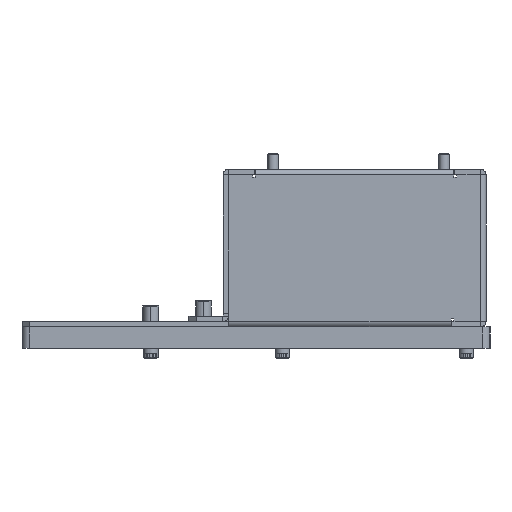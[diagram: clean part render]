
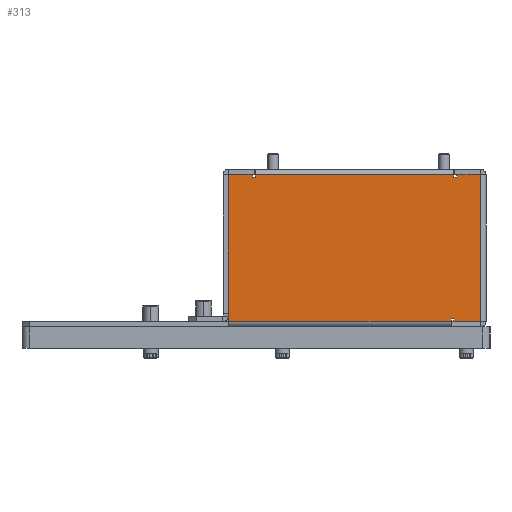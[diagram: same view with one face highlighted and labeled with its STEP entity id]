
A CAD part, left-side view. The second image highlights one B-rep face of the part: STEP entity #313.
In plain terms, the highlighted face is planar.
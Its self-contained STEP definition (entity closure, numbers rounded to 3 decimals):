
#57 = CARTESIAN_POINT ( 'NONE',  ( 229., 12.2, 56. ) ) ;
#174 = CARTESIAN_POINT ( 'NONE',  ( 229., 0., 56. ) ) ;
#207 = DIRECTION ( 'NONE',  ( 0., 1., 0. ) ) ;
#313 = ADVANCED_FACE ( 'NONE', ( #11028 ), #8825, .F. ) ;
#522 = DIRECTION ( 'NONE',  ( 0., 0., 1. ) ) ;
#894 = CARTESIAN_POINT ( 'NONE',  ( 229., 87.8, 1.1 ) ) ;
#914 = VECTOR ( 'NONE', #2941, 1000. ) ;
#930 = DIRECTION ( 'NONE',  ( 0., 0., 1. ) ) ;
#951 = LINE ( 'NONE', #10752, #11480 ) ;
#1136 = CARTESIAN_POINT ( 'NONE',  ( 229., 97.999, 56. ) ) ;
#1163 = CARTESIAN_POINT ( 'NONE',  ( 229., 88.8, 0. ) ) ;
#1182 = EDGE_CURVE ( 'NONE', #10911, #2904, #4431, .T. ) ;
#1196 = VECTOR ( 'NONE', #7432, 1000. ) ;
#1201 = LINE ( 'NONE', #2111, #1196 ) ;
#1259 = CARTESIAN_POINT ( 'NONE',  ( 229., 13.2, 56. ) ) ;
#1311 = CARTESIAN_POINT ( 'NONE',  ( 229., 13.2, 54.9 ) ) ;
#1541 = ORIENTED_EDGE ( 'NONE', *, *, #10867, .T. ) ;
#1571 = VERTEX_POINT ( 'NONE', #10566 ) ;
#1587 = VECTOR ( 'NONE', #11264, 1000. ) ;
#1837 = EDGE_CURVE ( 'NONE', #10016, #10483, #1897, .T. ) ;
#1859 = ORIENTED_EDGE ( 'NONE', *, *, #8903, .F. ) ;
#1897 = LINE ( 'NONE', #3815, #11473 ) ;
#1898 = ORIENTED_EDGE ( 'NONE', *, *, #3623, .F. ) ;
#2017 = CARTESIAN_POINT ( 'NONE',  ( 229., 12.2, 54.9 ) ) ;
#2042 = DIRECTION ( 'NONE',  ( 0., 0., -1. ) ) ;
#2073 = LINE ( 'NONE', #6676, #2907 ) ;
#2111 = CARTESIAN_POINT ( 'NONE',  ( 229., 2.1, 56. ) ) ;
#2155 = EDGE_CURVE ( 'NONE', #6594, #7462, #951, .T. ) ;
#2243 = VECTOR ( 'NONE', #2042, 1000. ) ;
#2296 = CARTESIAN_POINT ( 'NONE',  ( 229., 97.999, 55.9 ) ) ;
#2378 = EDGE_LOOP ( 'NONE', ( #6650, #2428, #5271, #1541, #4038, #10551, #3679, #7298, #1859, #4675, #7255, #1898, #7121, #10136, #4996, #4825 ) ) ;
#2428 = ORIENTED_EDGE ( 'NONE', *, *, #2155, .F. ) ;
#2461 = LINE ( 'NONE', #11377, #5242 ) ;
#2479 = LINE ( 'NONE', #5112, #3126 ) ;
#2904 = VERTEX_POINT ( 'NONE', #10405 ) ;
#2907 = VECTOR ( 'NONE', #4953, 1000. ) ;
#2941 = DIRECTION ( 'NONE',  ( 0., 0., 1. ) ) ;
#2997 = LINE ( 'NONE', #11844, #9124 ) ;
#3126 = VECTOR ( 'NONE', #3386, 1000. ) ;
#3288 = CARTESIAN_POINT ( 'NONE',  ( 229., 2.1, 56. ) ) ;
#3386 = DIRECTION ( 'NONE',  ( 0., 0., -1. ) ) ;
#3416 = CARTESIAN_POINT ( 'NONE',  ( 229., 88.8, 56. ) ) ;
#3441 = VERTEX_POINT ( 'NONE', #4193 ) ;
#3544 = VERTEX_POINT ( 'NONE', #9169 ) ;
#3623 = EDGE_CURVE ( 'NONE', #4424, #10660, #3865, .T. ) ;
#3662 = DIRECTION ( 'NONE',  ( 0., -1., 0. ) ) ;
#3679 = ORIENTED_EDGE ( 'NONE', *, *, #4417, .F. ) ;
#3701 = DIRECTION ( 'NONE',  ( 0., -1., 0. ) ) ;
#3815 = CARTESIAN_POINT ( 'NONE',  ( 229., 87.8, 56. ) ) ;
#3865 = LINE ( 'NONE', #11219, #7715 ) ;
#3951 = CARTESIAN_POINT ( 'NONE',  ( 229., 12.2, 0.1 ) ) ;
#4038 = ORIENTED_EDGE ( 'NONE', *, *, #1837, .F. ) ;
#4048 = VERTEX_POINT ( 'NONE', #3951 ) ;
#4193 = CARTESIAN_POINT ( 'NONE',  ( 229., 11.2, 0. ) ) ;
#4318 = DIRECTION ( 'NONE',  ( 0., 0., -1. ) ) ;
#4417 = EDGE_CURVE ( 'NONE', #10911, #3544, #8826, .T. ) ;
#4424 = VERTEX_POINT ( 'NONE', #2017 ) ;
#4431 = LINE ( 'NONE', #6108, #8571 ) ;
#4579 = VERTEX_POINT ( 'NONE', #2296 ) ;
#4675 = ORIENTED_EDGE ( 'NONE', *, *, #10344, .T. ) ;
#4711 = LINE ( 'NONE', #8241, #9855 ) ;
#4781 = EDGE_CURVE ( 'NONE', #5770, #4424, #2479, .T. ) ;
#4825 = ORIENTED_EDGE ( 'NONE', *, *, #6965, .T. ) ;
#4886 = DIRECTION ( 'NONE',  ( 0., 1., 0. ) ) ;
#4953 = DIRECTION ( 'NONE',  ( 0., 1., 0. ) ) ;
#4996 = ORIENTED_EDGE ( 'NONE', *, *, #11477, .T. ) ;
#5088 = EDGE_CURVE ( 'NONE', #4048, #6594, #2461, .T. ) ;
#5112 = CARTESIAN_POINT ( 'NONE',  ( 229., 12.2, 56. ) ) ;
#5242 = VECTOR ( 'NONE', #522, 1000. ) ;
#5271 = ORIENTED_EDGE ( 'NONE', *, *, #5088, .F. ) ;
#5326 = DIRECTION ( 'NONE',  ( 0., 1., 0. ) ) ;
#5770 = VERTEX_POINT ( 'NONE', #57 ) ;
#6096 = VECTOR ( 'NONE', #9180, 1000. ) ;
#6108 = CARTESIAN_POINT ( 'NONE',  ( 229., 0., 0. ) ) ;
#6583 = LINE ( 'NONE', #1259, #914 ) ;
#6594 = VERTEX_POINT ( 'NONE', #11485 ) ;
#6650 = ORIENTED_EDGE ( 'NONE', *, *, #9092, .F. ) ;
#6676 = CARTESIAN_POINT ( 'NONE',  ( 229., 12.2, 0.1 ) ) ;
#6965 = EDGE_CURVE ( 'NONE', #7746, #3441, #4711, .T. ) ;
#7015 = VECTOR ( 'NONE', #4318, 1000. ) ;
#7054 = DIRECTION ( 'NONE',  ( -1., 0., 0. ) ) ;
#7121 = ORIENTED_EDGE ( 'NONE', *, *, #4781, .F. ) ;
#7255 = ORIENTED_EDGE ( 'NONE', *, *, #10083, .F. ) ;
#7298 = ORIENTED_EDGE ( 'NONE', *, *, #1182, .T. ) ;
#7432 = DIRECTION ( 'NONE',  ( 0., 0., -1. ) ) ;
#7462 = VERTEX_POINT ( 'NONE', #8674 ) ;
#7600 = CARTESIAN_POINT ( 'NONE',  ( 229., 2.1, 0. ) ) ;
#7611 = LINE ( 'NONE', #174, #1587 ) ;
#7715 = VECTOR ( 'NONE', #4886, 1000. ) ;
#7746 = VERTEX_POINT ( 'NONE', #7600 ) ;
#8241 = CARTESIAN_POINT ( 'NONE',  ( 229., 0., 0. ) ) ;
#8465 = LINE ( 'NONE', #11291, #6096 ) ;
#8511 = EDGE_CURVE ( 'NONE', #3544, #10016, #2997, .T. ) ;
#8571 = VECTOR ( 'NONE', #5326, 1000. ) ;
#8674 = CARTESIAN_POINT ( 'NONE',  ( 229., 11.2, 1.1 ) ) ;
#8724 = LINE ( 'NONE', #9562, #7015 ) ;
#8825 = PLANE ( 'NONE',  #11421 ) ;
#8826 = LINE ( 'NONE', #3416, #8832 ) ;
#8832 = VECTOR ( 'NONE', #930, 1000. ) ;
#8903 = EDGE_CURVE ( 'NONE', #4579, #2904, #11317, .T. ) ;
#9092 = EDGE_CURVE ( 'NONE', #7462, #3441, #8724, .T. ) ;
#9124 = VECTOR ( 'NONE', #3662, 1000. ) ;
#9169 = CARTESIAN_POINT ( 'NONE',  ( 229., 88.8, 1.1 ) ) ;
#9180 = DIRECTION ( 'NONE',  ( 0., -1., 0. ) ) ;
#9537 = CARTESIAN_POINT ( 'NONE',  ( 229., 87.8, 0.1 ) ) ;
#9562 = CARTESIAN_POINT ( 'NONE',  ( 229., 11.2, 56. ) ) ;
#9855 = VECTOR ( 'NONE', #207, 1000. ) ;
#9908 = CARTESIAN_POINT ( 'NONE',  ( 229., 0., 56. ) ) ;
#10016 = VERTEX_POINT ( 'NONE', #894 ) ;
#10083 = EDGE_CURVE ( 'NONE', #10660, #1571, #6583, .T. ) ;
#10136 = ORIENTED_EDGE ( 'NONE', *, *, #11559, .F. ) ;
#10344 = EDGE_CURVE ( 'NONE', #4579, #1571, #8465, .T. ) ;
#10405 = CARTESIAN_POINT ( 'NONE',  ( 229., 97.999, 0. ) ) ;
#10483 = VERTEX_POINT ( 'NONE', #9537 ) ;
#10551 = ORIENTED_EDGE ( 'NONE', *, *, #8511, .F. ) ;
#10566 = CARTESIAN_POINT ( 'NONE',  ( 229., 13.2, 55.9 ) ) ;
#10660 = VERTEX_POINT ( 'NONE', #1311 ) ;
#10752 = CARTESIAN_POINT ( 'NONE',  ( 229., 0., 1.1 ) ) ;
#10802 = VERTEX_POINT ( 'NONE', #3288 ) ;
#10867 = EDGE_CURVE ( 'NONE', #4048, #10483, #2073, .T. ) ;
#10911 = VERTEX_POINT ( 'NONE', #1163 ) ;
#11028 = FACE_OUTER_BOUND ( 'NONE', #2378, .T. ) ;
#11098 = DIRECTION ( 'NONE',  ( 0., 0., -1. ) ) ;
#11219 = CARTESIAN_POINT ( 'NONE',  ( 229., 0., 54.9 ) ) ;
#11264 = DIRECTION ( 'NONE',  ( 0., 1., 0. ) ) ;
#11291 = CARTESIAN_POINT ( 'NONE',  ( 229., 97.999, 55.9 ) ) ;
#11317 = LINE ( 'NONE', #1136, #2243 ) ;
#11377 = CARTESIAN_POINT ( 'NONE',  ( 229., 12.2, 56. ) ) ;
#11421 = AXIS2_PLACEMENT_3D ( 'NONE', #9908, #7054, #11657 ) ;
#11473 = VECTOR ( 'NONE', #11098, 1000. ) ;
#11477 = EDGE_CURVE ( 'NONE', #10802, #7746, #1201, .T. ) ;
#11480 = VECTOR ( 'NONE', #3701, 1000. ) ;
#11485 = CARTESIAN_POINT ( 'NONE',  ( 229., 12.2, 1.1 ) ) ;
#11559 = EDGE_CURVE ( 'NONE', #10802, #5770, #7611, .T. ) ;
#11657 = DIRECTION ( 'NONE',  ( 0., -1., 0. ) ) ;
#11844 = CARTESIAN_POINT ( 'NONE',  ( 229., 0., 1.1 ) ) ;
